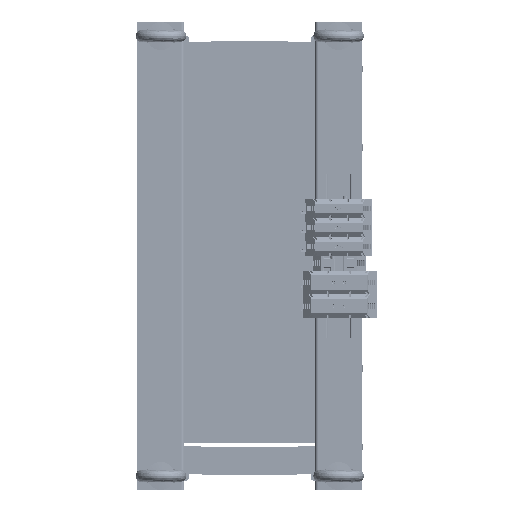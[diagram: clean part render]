
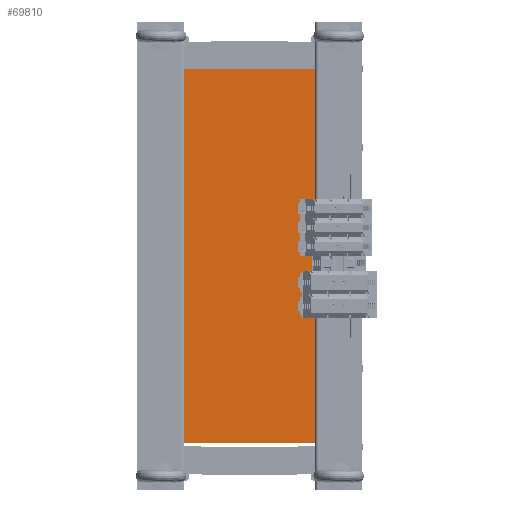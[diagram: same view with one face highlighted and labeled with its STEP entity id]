
A CAD part, left-side view. The second image highlights one B-rep face of the part: STEP entity #69810.
In plain terms, the highlighted planar face has unit normal (-1, 0, 0).
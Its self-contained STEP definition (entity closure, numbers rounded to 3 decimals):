
#7903=FACE_OUTER_BOUND('',#11809,.T.);
#11809=EDGE_LOOP('',(#47000,#47001,#47002,#47003));
#15893=LINE('',#101204,#23011);
#15901=LINE('',#101219,#23019);
#15902=LINE('',#101221,#23020);
#15903=LINE('',#101222,#23021);
#23011=VECTOR('',#80818,10.);
#23019=VECTOR('',#80830,10.);
#23020=VECTOR('',#80833,10.);
#23021=VECTOR('',#80834,10.);
#30127=VERTEX_POINT('',#101201);
#30128=VERTEX_POINT('',#101203);
#30132=VERTEX_POINT('',#101215);
#30133=VERTEX_POINT('',#101217);
#36675=EDGE_CURVE('',#30127,#30128,#15893,.T.);
#36683=EDGE_CURVE('',#30132,#30133,#15901,.T.);
#36684=EDGE_CURVE('',#30127,#30132,#15902,.T.);
#36685=EDGE_CURVE('',#30128,#30133,#15903,.T.);
#47000=ORIENTED_EDGE('',*,*,#36684,.T.);
#47001=ORIENTED_EDGE('',*,*,#36683,.T.);
#47002=ORIENTED_EDGE('',*,*,#36685,.F.);
#47003=ORIENTED_EDGE('',*,*,#36675,.F.);
#67543=PLANE('',#74127);
#69810=ADVANCED_FACE('',(#7903),#67543,.T.);
#74127=AXIS2_PLACEMENT_3D('',#101220,#80831,#80832);
#80818=DIRECTION('',(0.,1.,0.));
#80830=DIRECTION('',(0.,1.,0.));
#80831=DIRECTION('center_axis',(-1.,0.,0.));
#80832=DIRECTION('ref_axis',(0.,0.,1.));
#80833=DIRECTION('',(0.,0.,1.));
#80834=DIRECTION('',(0.,0.,1.));
#101201=CARTESIAN_POINT('',(-400.,0.,0.));
#101203=CARTESIAN_POINT('',(-400.,140.,0.));
#101204=CARTESIAN_POINT('',(-400.,0.,0.));
#101215=CARTESIAN_POINT('',(-400.,0.,400.));
#101217=CARTESIAN_POINT('',(-400.,140.,400.));
#101219=CARTESIAN_POINT('',(-400.,0.,400.));
#101220=CARTESIAN_POINT('Origin',(-400.,0.,0.));
#101221=CARTESIAN_POINT('',(-400.,0.,0.));
#101222=CARTESIAN_POINT('',(-400.,140.,0.));
